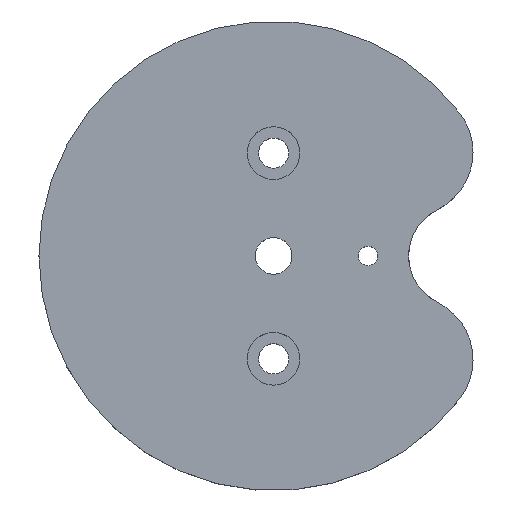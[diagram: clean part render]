
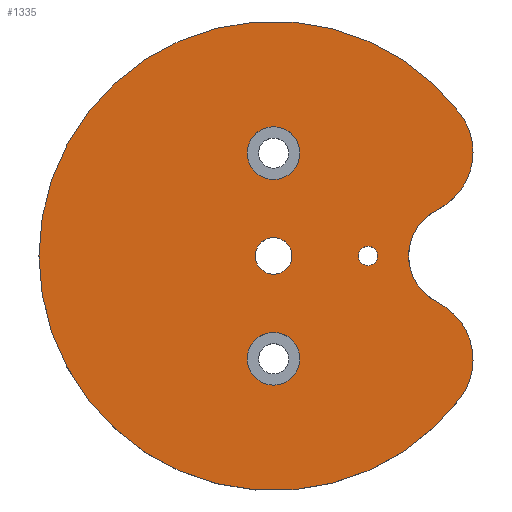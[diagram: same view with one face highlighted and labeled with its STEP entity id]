
A CAD part, top view. The second image highlights one B-rep face of the part: STEP entity #1335.
In plain terms, the highlighted planar face has unit normal (0, 0, 1).
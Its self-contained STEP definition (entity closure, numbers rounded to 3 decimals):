
#8 = AXIS2_PLACEMENT_3D ( 'NONE', #835, #180, #934 ) ;
#20 = ORIENTED_EDGE ( 'NONE', *, *, #1076, .T. ) ;
#21 = CARTESIAN_POINT ( 'NONE',  ( -1.425, 0., 3. ) ) ;
#24 = AXIS2_PLACEMENT_3D ( 'NONE', #1240, #610, #1338 ) ;
#26 = AXIS2_PLACEMENT_3D ( 'NONE', #451, #237, #1288 ) ;
#37 = AXIS2_PLACEMENT_3D ( 'NONE', #296, #1036, #402 ) ;
#50 = CIRCLE ( 'NONE', #213, 4. ) ;
#83 = DIRECTION ( 'NONE',  ( 1., 0., 0. ) ) ;
#88 = CIRCLE ( 'NONE', #24, 0.75 ) ;
#89 = CARTESIAN_POINT ( 'NONE',  ( -2.05, 8., 3. ) ) ;
#93 = CIRCLE ( 'NONE', #1148, 18.25 ) ;
#103 = FACE_BOUND ( 'NONE', #1404, .T. ) ;
#107 = CARTESIAN_POINT ( 'NONE',  ( 0., 0., 3. ) ) ;
#114 = DIRECTION ( 'NONE',  ( -1., 0., 0. ) ) ;
#116 = CARTESIAN_POINT ( 'NONE',  ( 2.05, 8., 3. ) ) ;
#119 = AXIS2_PLACEMENT_3D ( 'NONE', #730, #826, #170 ) ;
#126 = VERTEX_POINT ( 'NONE', #89 ) ;
#127 = CIRCLE ( 'NONE', #743, 0.75 ) ;
#136 = AXIS2_PLACEMENT_3D ( 'NONE', #107, #871, #230 ) ;
#142 = CARTESIAN_POINT ( 'NONE',  ( 0., 8., 3. ) ) ;
#158 = DIRECTION ( 'NONE',  ( 0., 0., 1. ) ) ;
#161 = CIRCLE ( 'NONE', #136, 1.425 ) ;
#166 = VERTEX_POINT ( 'NONE', #282 ) ;
#168 = CARTESIAN_POINT ( 'NONE',  ( 0., 0., 3. ) ) ;
#170 = DIRECTION ( 'NONE',  ( 1., 0., 0. ) ) ;
#180 = DIRECTION ( 'NONE',  ( 0., 0., 1. ) ) ;
#188 = EDGE_LOOP ( 'NONE', ( #1159, #766 ) ) ;
#194 = CARTESIAN_POINT ( 'NONE',  ( 15.511, 8.068, 3. ) ) ;
#207 = VERTEX_POINT ( 'NONE', #1219 ) ;
#213 = AXIS2_PLACEMENT_3D ( 'NONE', #239, #233, #220 ) ;
#220 = DIRECTION ( 'NONE',  ( 1., 0., 0. ) ) ;
#230 = DIRECTION ( 'NONE',  ( 1., 0., 0. ) ) ;
#233 = DIRECTION ( 'NONE',  ( 0., 0., 1. ) ) ;
#237 = DIRECTION ( 'NONE',  ( 0., 0., 1. ) ) ;
#239 = CARTESIAN_POINT ( 'NONE',  ( 14.5, 0., 3. ) ) ;
#254 = FACE_OUTER_BOUND ( 'NONE', #1108, .T. ) ;
#261 = CARTESIAN_POINT ( 'NONE',  ( 0., 0., 3. ) ) ;
#264 = VERTEX_POINT ( 'NONE', #967 ) ;
#265 = DIRECTION ( 'NONE',  ( 1., 0., 0. ) ) ;
#282 = CARTESIAN_POINT ( 'NONE',  ( 14.477, 11.112, 3. ) ) ;
#289 = DIRECTION ( 'NONE',  ( 1., 0., 0. ) ) ;
#296 = CARTESIAN_POINT ( 'NONE',  ( 10.511, -8.068, 3. ) ) ;
#319 = DIRECTION ( 'NONE',  ( 0., 0., 1. ) ) ;
#343 = CIRCLE ( 'NONE', #649, 18.25 ) ;
#348 = PLANE ( 'NONE',  #26 ) ;
#355 = VERTEX_POINT ( 'NONE', #21 ) ;
#372 = DIRECTION ( 'NONE',  ( 1., 0., 0. ) ) ;
#379 = ORIENTED_EDGE ( 'NONE', *, *, #686, .T. ) ;
#384 = EDGE_CURVE ( 'NONE', #264, #207, #50, .T. ) ;
#398 = AXIS2_PLACEMENT_3D ( 'NONE', #814, #158, #916 ) ;
#402 = DIRECTION ( 'NONE',  ( 1., 0., 0. ) ) ;
#412 = CIRCLE ( 'NONE', #425, 2.05 ) ;
#421 = FACE_BOUND ( 'NONE', #1104, .T. ) ;
#425 = AXIS2_PLACEMENT_3D ( 'NONE', #142, #903, #265 ) ;
#431 = CIRCLE ( 'NONE', #398, 2.05 ) ;
#440 = CARTESIAN_POINT ( 'NONE',  ( 8.087, 0., 3. ) ) ;
#445 = CARTESIAN_POINT ( 'NONE',  ( 0., -8., 3. ) ) ;
#451 = CARTESIAN_POINT ( 'NONE',  ( 0., 0., 3. ) ) ;
#515 = VERTEX_POINT ( 'NONE', #1301 ) ;
#545 = CARTESIAN_POINT ( 'NONE',  ( -2.05, -8., 3. ) ) ;
#554 = EDGE_CURVE ( 'NONE', #355, #1232, #702, .T. ) ;
#555 = DIRECTION ( 'NONE',  ( -1., 0., 0. ) ) ;
#559 = CARTESIAN_POINT ( 'NONE',  ( 2.05, -8., 3. ) ) ;
#581 = EDGE_CURVE ( 'NONE', #126, #1012, #412, .T. ) ;
#610 = DIRECTION ( 'NONE',  ( 0., 0., -1. ) ) ;
#624 = ORIENTED_EDGE ( 'NONE', *, *, #554, .F. ) ;
#629 = EDGE_CURVE ( 'NONE', #1012, #126, #431, .T. ) ;
#642 = CARTESIAN_POINT ( 'NONE',  ( 1.425, 0., 3. ) ) ;
#649 = AXIS2_PLACEMENT_3D ( 'NONE', #168, #923, #289 ) ;
#650 = ORIENTED_EDGE ( 'NONE', *, *, #384, .F. ) ;
#657 = ORIENTED_EDGE ( 'NONE', *, *, #581, .F. ) ;
#686 = EDGE_CURVE ( 'NONE', #1041, #992, #343, .T. ) ;
#702 = CIRCLE ( 'NONE', #760, 1.425 ) ;
#730 = CARTESIAN_POINT ( 'NONE',  ( 10.511, 8.068, 3. ) ) ;
#741 = DIRECTION ( 'NONE',  ( 0., 0., 1. ) ) ;
#743 = AXIS2_PLACEMENT_3D ( 'NONE', #1393, #776, #114 ) ;
#744 = CIRCLE ( 'NONE', #756, 5. ) ;
#756 = AXIS2_PLACEMENT_3D ( 'NONE', #951, #319, #1059 ) ;
#760 = AXIS2_PLACEMENT_3D ( 'NONE', #261, #1002, #372 ) ;
#766 = ORIENTED_EDGE ( 'NONE', *, *, #1109, .T. ) ;
#776 = DIRECTION ( 'NONE',  ( 0., 0., -1. ) ) ;
#814 = CARTESIAN_POINT ( 'NONE',  ( 0., 8., 3. ) ) ;
#821 = ORIENTED_EDGE ( 'NONE', *, *, #1287, .F. ) ;
#826 = DIRECTION ( 'NONE',  ( 0., 0., 1. ) ) ;
#835 = CARTESIAN_POINT ( 'NONE',  ( 0., -8., 3. ) ) ;
#871 = DIRECTION ( 'NONE',  ( 0., 0., 1. ) ) ;
#880 = ORIENTED_EDGE ( 'NONE', *, *, #1101, .T. ) ;
#903 = DIRECTION ( 'NONE',  ( 0., 0., 1. ) ) ;
#916 = DIRECTION ( 'NONE',  ( 1., 0., 0. ) ) ;
#923 = DIRECTION ( 'NONE',  ( 0., 0., 1. ) ) ;
#934 = DIRECTION ( 'NONE',  ( -1., 0., 0. ) ) ;
#942 = ORIENTED_EDGE ( 'NONE', *, *, #629, .F. ) ;
#951 = CARTESIAN_POINT ( 'NONE',  ( 10.511, 8.068, 3. ) ) ;
#954 = CIRCLE ( 'NONE', #119, 5. ) ;
#967 = CARTESIAN_POINT ( 'NONE',  ( 12.727, 3.586, 3. ) ) ;
#991 = CARTESIAN_POINT ( 'NONE',  ( -18.25, 0., 3. ) ) ;
#992 = VERTEX_POINT ( 'NONE', #1188 ) ;
#1002 = DIRECTION ( 'NONE',  ( 0., 0., 1. ) ) ;
#1005 = VERTEX_POINT ( 'NONE', #559 ) ;
#1012 = VERTEX_POINT ( 'NONE', #116 ) ;
#1036 = DIRECTION ( 'NONE',  ( 0., 0., 1. ) ) ;
#1041 = VERTEX_POINT ( 'NONE', #991 ) ;
#1059 = DIRECTION ( 'NONE',  ( 1., 0., 0. ) ) ;
#1070 = ORIENTED_EDGE ( 'NONE', *, *, #1147, .T. ) ;
#1076 = EDGE_CURVE ( 'NONE', #264, #1138, #954, .T. ) ;
#1088 = CIRCLE ( 'NONE', #8, 2.05 ) ;
#1101 = EDGE_CURVE ( 'NONE', #992, #207, #1196, .T. ) ;
#1104 = EDGE_LOOP ( 'NONE', ( #657, #942 ) ) ;
#1108 = EDGE_LOOP ( 'NONE', ( #650, #20, #1345, #1070, #379, #880 ) ) ;
#1109 = EDGE_CURVE ( 'NONE', #1285, #515, #88, .T. ) ;
#1116 = EDGE_CURVE ( 'NONE', #1248, #1005, #1088, .T. ) ;
#1138 = VERTEX_POINT ( 'NONE', #194 ) ;
#1147 = EDGE_CURVE ( 'NONE', #166, #1041, #93, .T. ) ;
#1148 = AXIS2_PLACEMENT_3D ( 'NONE', #1363, #741, #83 ) ;
#1153 = EDGE_CURVE ( 'NONE', #1138, #166, #744, .T. ) ;
#1159 = ORIENTED_EDGE ( 'NONE', *, *, #1314, .T. ) ;
#1181 = DIRECTION ( 'NONE',  ( 0., 0., 1. ) ) ;
#1188 = CARTESIAN_POINT ( 'NONE',  ( 14.477, -11.112, 3. ) ) ;
#1196 = CIRCLE ( 'NONE', #37, 5. ) ;
#1217 = ORIENTED_EDGE ( 'NONE', *, *, #1279, .F. ) ;
#1219 = CARTESIAN_POINT ( 'NONE',  ( 12.727, -3.586, 3. ) ) ;
#1224 = FACE_BOUND ( 'NONE', #1284, .T. ) ;
#1232 = VERTEX_POINT ( 'NONE', #642 ) ;
#1235 = AXIS2_PLACEMENT_3D ( 'NONE', #445, #1181, #555 ) ;
#1240 = CARTESIAN_POINT ( 'NONE',  ( 7.337, 0., 3. ) ) ;
#1248 = VERTEX_POINT ( 'NONE', #545 ) ;
#1279 = EDGE_CURVE ( 'NONE', #1232, #355, #161, .T. ) ;
#1284 = EDGE_LOOP ( 'NONE', ( #1318, #821 ) ) ;
#1285 = VERTEX_POINT ( 'NONE', #440 ) ;
#1287 = EDGE_CURVE ( 'NONE', #1005, #1248, #1396, .T. ) ;
#1288 = DIRECTION ( 'NONE',  ( 1., 0., 0. ) ) ;
#1301 = CARTESIAN_POINT ( 'NONE',  ( 6.588, 0., 3. ) ) ;
#1307 = FACE_BOUND ( 'NONE', #188, .T. ) ;
#1314 = EDGE_CURVE ( 'NONE', #515, #1285, #127, .T. ) ;
#1318 = ORIENTED_EDGE ( 'NONE', *, *, #1116, .F. ) ;
#1335 = ADVANCED_FACE ( 'NONE', ( #1307, #254, #421, #1224, #103 ), #348, .T. ) ;
#1338 = DIRECTION ( 'NONE',  ( -1., 0., 0. ) ) ;
#1345 = ORIENTED_EDGE ( 'NONE', *, *, #1153, .T. ) ;
#1363 = CARTESIAN_POINT ( 'NONE',  ( 0., 0., 3. ) ) ;
#1393 = CARTESIAN_POINT ( 'NONE',  ( 7.337, 0., 3. ) ) ;
#1396 = CIRCLE ( 'NONE', #1235, 2.05 ) ;
#1404 = EDGE_LOOP ( 'NONE', ( #1217, #624 ) ) ;
